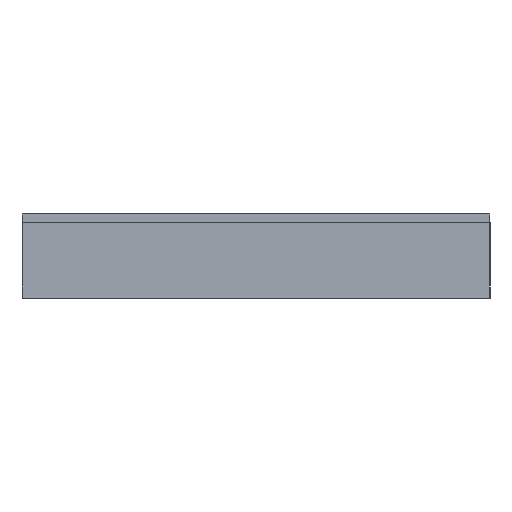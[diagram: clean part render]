
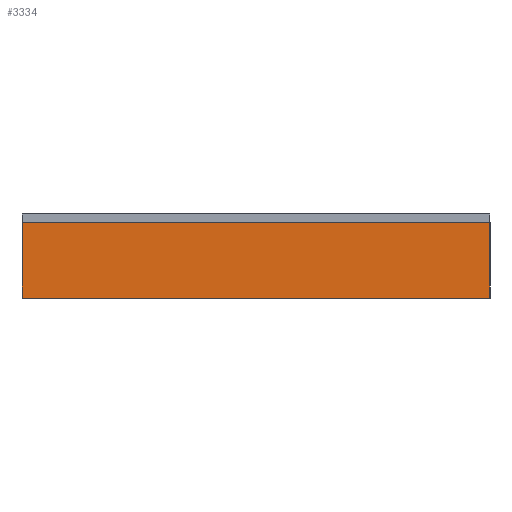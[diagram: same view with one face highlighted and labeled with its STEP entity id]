
A CAD part, left-side view. The second image highlights one B-rep face of the part: STEP entity #3334.
In plain terms, the highlighted planar face has unit normal (-1, 0, 0).
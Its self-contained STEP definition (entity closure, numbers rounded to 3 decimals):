
#612=FACE_OUTER_BOUND('',#898,.T.);
#898=EDGE_LOOP('',(#3067,#3068,#3069,#3070));
#1155=LINE('',#5570,#1419);
#1171=LINE('',#5628,#1435);
#1172=LINE('',#5629,#1436);
#1173=LINE('',#5630,#1437);
#1419=VECTOR('',#4622,10.);
#1435=VECTOR('',#4682,10.);
#1436=VECTOR('',#4683,10.);
#1437=VECTOR('',#4684,10.);
#1723=VERTEX_POINT('',#5567);
#1724=VERTEX_POINT('',#5569);
#1743=VERTEX_POINT('',#5626);
#1744=VERTEX_POINT('',#5627);
#2163=EDGE_CURVE('',#1723,#1724,#1155,.T.);
#2191=EDGE_CURVE('',#1743,#1744,#1171,.T.);
#2192=EDGE_CURVE('',#1743,#1724,#1172,.T.);
#2193=EDGE_CURVE('',#1744,#1723,#1173,.T.);
#3067=ORIENTED_EDGE('',*,*,#2191,.F.);
#3068=ORIENTED_EDGE('',*,*,#2192,.T.);
#3069=ORIENTED_EDGE('',*,*,#2163,.F.);
#3070=ORIENTED_EDGE('',*,*,#2193,.F.);
#3176=PLANE('',#3718);
#3334=ADVANCED_FACE('',(#612),#3176,.T.);
#3718=AXIS2_PLACEMENT_3D('',#5625,#4680,#4681);
#4622=DIRECTION('',(0.,-1.,0.));
#4680=DIRECTION('center_axis',(-1.,0.,0.));
#4681=DIRECTION('ref_axis',(0.,-1.,0.));
#4682=DIRECTION('',(0.,1.,0.));
#4683=DIRECTION('',(0.,0.,1.));
#4684=DIRECTION('',(0.,0.,1.));
#5567=CARTESIAN_POINT('',(109.5,-39.5,13.));
#5569=CARTESIAN_POINT('',(109.5,-120.153,13.));
#5570=CARTESIAN_POINT('',(109.5,-120.153,13.));
#5625=CARTESIAN_POINT('Origin',(109.5,-39.5,0.));
#5626=CARTESIAN_POINT('',(109.5,-120.153,0.));
#5627=CARTESIAN_POINT('',(109.5,-39.5,0.));
#5628=CARTESIAN_POINT('',(109.5,-120.153,0.));
#5629=CARTESIAN_POINT('',(109.5,-120.153,0.));
#5630=CARTESIAN_POINT('',(109.5,-39.5,0.));
